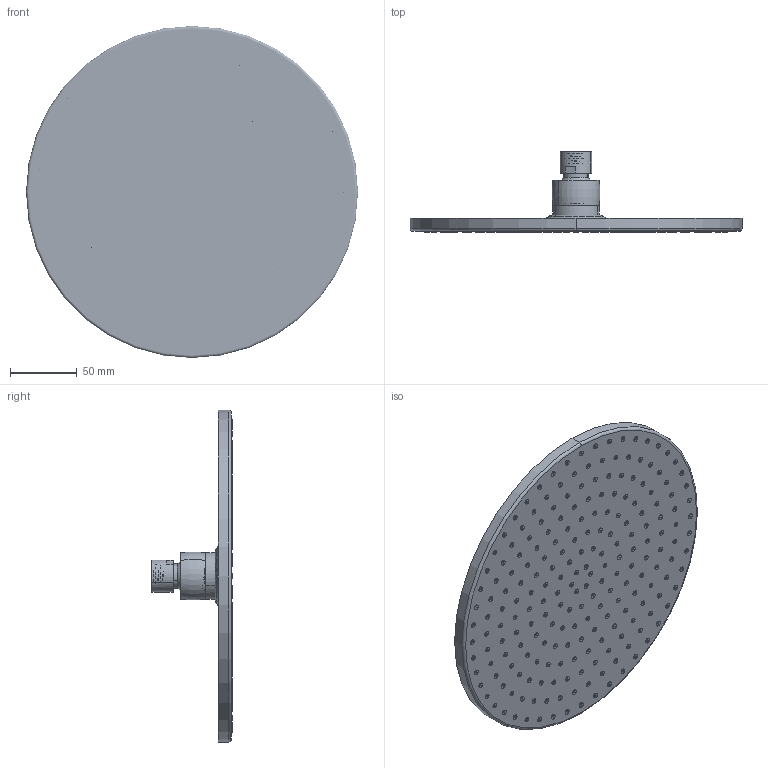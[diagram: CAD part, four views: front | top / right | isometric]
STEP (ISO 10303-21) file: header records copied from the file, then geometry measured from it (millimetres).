
FILE_DESCRIPTION (( 'STEP AP214' ), '1' );
FILE_NAME ('MPSH250_SHELL.STEP', '2019-01-25T04:30:19', ( 'khoa' ), ( '' ), 'SwSTEP 2.0', 'SolidWorks 2016', '' );
FILE_SCHEMA (( 'AUTOMOTIVE_DESIGN' ));
Length unit declared in the file: millimetre
Products named in the file (2): MPSH250_SHELL
Bounding box: 248 x 59.87 x 248 mm (x, y, z)
Volume: 494881 mm3; surface area: 134394.3 mm2
Topology: 1 solids, 11 shells, 2251 faces, 4670 edges, 3102 vertices
Faces by surface type: cylinder 954, cone 931, plane 319, torus 40, sphere 4, bspline 3
Entity records: 109104 total; most frequent: CARTESIAN_POINT 42369, ORIENTED_EDGE 9340, DIRECTION 9304, EDGE_CURVE 4670, AXIS2_PLACEMENT_3D 3848, VERTEX_POINT 3102, EDGE_LOOP 2934, FACE_OUTER_BOUND 2251
